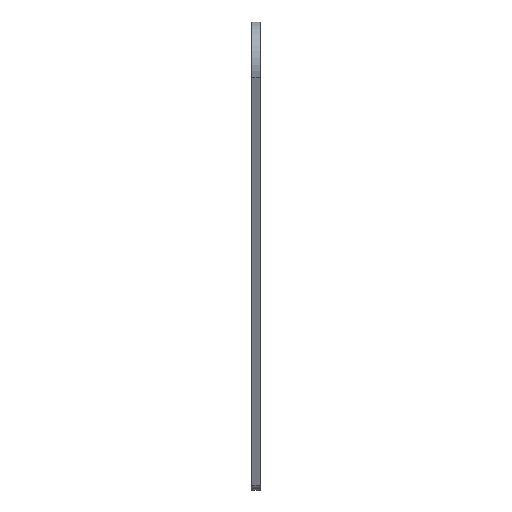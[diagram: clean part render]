
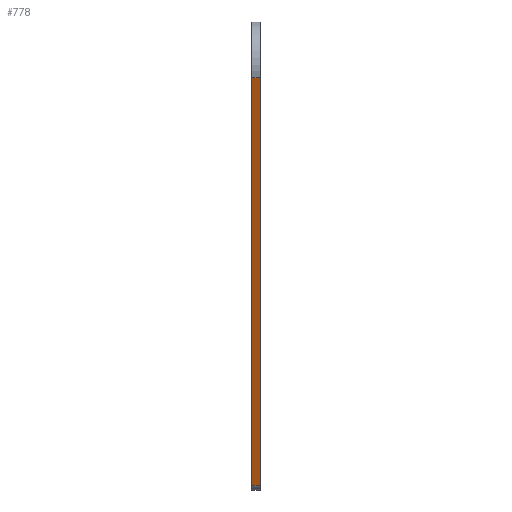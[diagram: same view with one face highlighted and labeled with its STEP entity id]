
A CAD part, top view. The second image highlights one B-rep face of the part: STEP entity #778.
In plain terms, the highlighted planar face has unit normal (0, -0.39, 0.921).
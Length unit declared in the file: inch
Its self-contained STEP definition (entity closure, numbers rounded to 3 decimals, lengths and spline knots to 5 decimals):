
#56=PLANE('',#863);
#83=FACE_OUTER_BOUND('',#121,.T.);
#121=EDGE_LOOP('',(#586,#587,#588,#589));
#204=LINE('',#1370,#256);
#205=LINE('',#1374,#257);
#206=LINE('',#1376,#258);
#207=LINE('',#1377,#259);
#256=VECTOR('',#1020,39.37008);
#257=VECTOR('',#1025,39.37008);
#258=VECTOR('',#1026,39.37008);
#259=VECTOR('',#1027,39.37008);
#374=VERTEX_POINT('',#1367);
#375=VERTEX_POINT('',#1369);
#376=VERTEX_POINT('',#1373);
#377=VERTEX_POINT('',#1375);
#461=EDGE_CURVE('',#375,#374,#204,.T.);
#463=EDGE_CURVE('',#376,#374,#205,.T.);
#464=EDGE_CURVE('',#376,#377,#206,.F.);
#465=EDGE_CURVE('',#377,#375,#207,.T.);
#586=ORIENTED_EDGE('',*,*,#463,.F.);
#587=ORIENTED_EDGE('',*,*,#464,.T.);
#588=ORIENTED_EDGE('',*,*,#465,.T.);
#589=ORIENTED_EDGE('',*,*,#461,.T.);
#778=ADVANCED_FACE('',(#83),#56,.T.);
#863=AXIS2_PLACEMENT_3D('',#1372,#1023,#1024);
#1020=DIRECTION('',(-1.,0.,0.));
#1023=DIRECTION('center_axis',(0.,-0.39,0.921));
#1024=DIRECTION('ref_axis',(0.,-0.921,-0.39));
#1025=DIRECTION('',(0.,0.921,0.39));
#1026=DIRECTION('',(-1.,0.,0.));
#1027=DIRECTION('',(0.,0.921,0.39));
#1367=CARTESIAN_POINT('',(0.,-2.88068,8.1516));
#1369=CARTESIAN_POINT('',(0.25,-2.88068,8.1516));
#1370=CARTESIAN_POINT('',(0.25,-2.88068,8.1516));
#1372=CARTESIAN_POINT('Origin',(0.25,-4.35079,7.5294));
#1373=CARTESIAN_POINT('',(0.,-15.49072,2.81457));
#1374=CARTESIAN_POINT('',(0.,-4.35079,7.5294));
#1375=CARTESIAN_POINT('',(0.25,-15.49072,2.81457));
#1376=CARTESIAN_POINT('',(0.25,-15.49072,2.81457));
#1377=CARTESIAN_POINT('',(0.25,-4.35079,7.5294));
